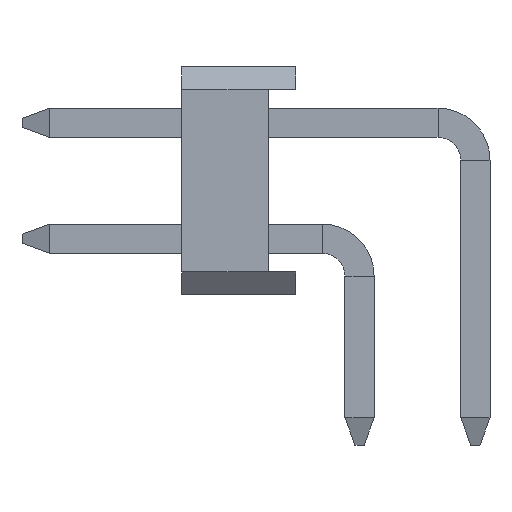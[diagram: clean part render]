
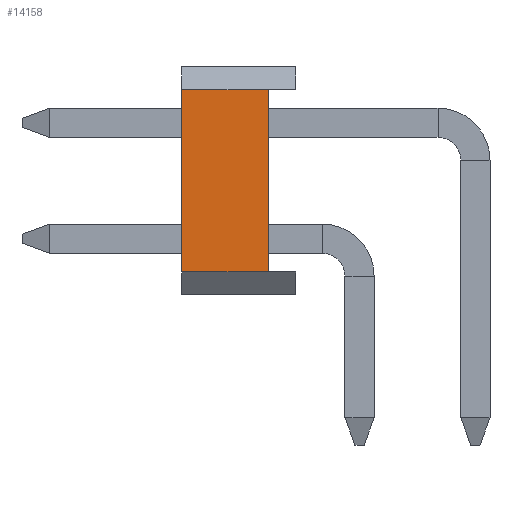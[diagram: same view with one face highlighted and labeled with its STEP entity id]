
A CAD part, front view. The second image highlights one B-rep face of the part: STEP entity #14158.
In plain terms, the highlighted planar face has unit normal (0, -1, 0).
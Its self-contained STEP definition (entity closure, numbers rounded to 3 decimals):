
#14=DIRECTION('',(-1.,0.,0.));
#15=VECTOR('',#14,1.9);
#16=CARTESIAN_POINT('',(-0.6,0.,-2.));
#17=LINE('',#16,#15);
#22=DIRECTION('',(0.,0.,1.));
#23=VECTOR('',#22,4.);
#24=CARTESIAN_POINT('',(-2.5,0.,-2.));
#25=LINE('',#24,#23);
#29=DIRECTION('',(-1.,0.,0.));
#30=VECTOR('',#29,1.9);
#31=CARTESIAN_POINT('',(-0.6,0.,2.));
#32=LINE('',#31,#30);
#36=DIRECTION('',(0.,0.,-1.));
#37=VECTOR('',#36,4.);
#38=CARTESIAN_POINT('',(-0.6,0.,2.));
#39=LINE('',#38,#37);
#12415=CARTESIAN_POINT('',(-0.6,0.,-2.));
#12416=CARTESIAN_POINT('',(-2.5,0.,-2.));
#12417=VERTEX_POINT('',#12415);
#12418=VERTEX_POINT('',#12416);
#12419=CARTESIAN_POINT('',(-0.6,0.,2.));
#12420=CARTESIAN_POINT('',(-2.5,0.,2.));
#12421=VERTEX_POINT('',#12419);
#12422=VERTEX_POINT('',#12420);
#14143=CARTESIAN_POINT('',(0.,0.,0.));
#14144=DIRECTION('',(0.,1.,0.));
#14145=DIRECTION('',(0.,0.,-1.));
#14146=AXIS2_PLACEMENT_3D('',#14143,#14144,#14145);
#14147=PLANE('',#14146);
#14149=ORIENTED_EDGE('',*,*,#14148,.T.);
#14151=ORIENTED_EDGE('',*,*,#14150,.T.);
#14153=ORIENTED_EDGE('',*,*,#14152,.F.);
#14155=ORIENTED_EDGE('',*,*,#14154,.T.);
#14156=EDGE_LOOP('',(#14149,#14151,#14153,#14155));
#14157=FACE_OUTER_BOUND('',#14156,.F.);
#14158=ADVANCED_FACE('',(#14157),#14147,.F.);
#14148=EDGE_CURVE('',#12417,#12418,#17,.T.);
#14150=EDGE_CURVE('',#12418,#12422,#25,.T.);
#14152=EDGE_CURVE('',#12421,#12422,#32,.T.);
#14154=EDGE_CURVE('',#12421,#12417,#39,.T.);
